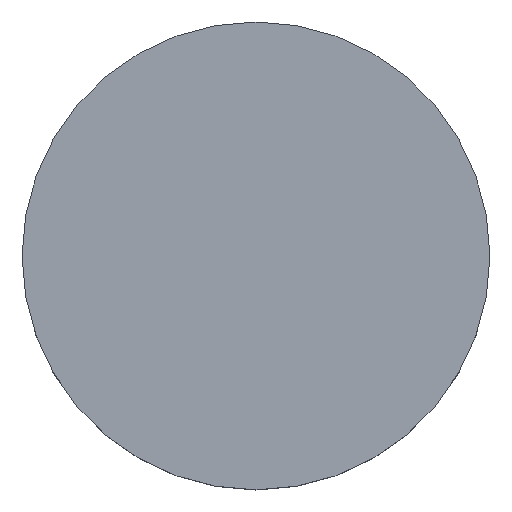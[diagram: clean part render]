
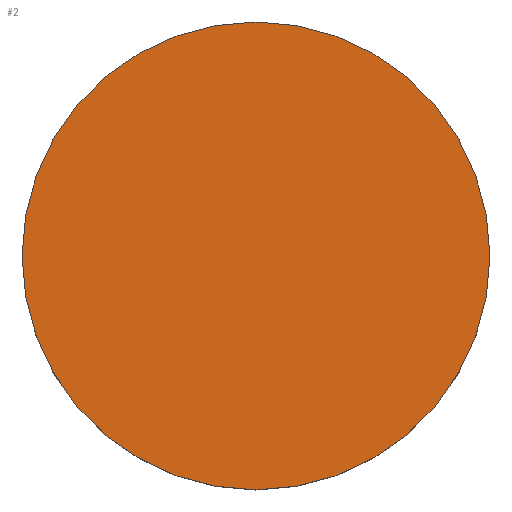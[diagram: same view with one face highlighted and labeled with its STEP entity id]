
A CAD part, top view. The second image highlights one B-rep face of the part: STEP entity #2.
In plain terms, the highlighted planar face has unit normal (0, 0, 1).
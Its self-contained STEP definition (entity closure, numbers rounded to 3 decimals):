
#2 = ADVANCED_FACE ( 'NONE', ( #137 ), #96, .T. ) ;
#7 = CARTESIAN_POINT ( 'NONE',  ( 7.5, 0., 0. ) ) ;
#10 = VERTEX_POINT ( 'NONE', #32 ) ;
#14 = EDGE_CURVE ( 'NONE', #10, #18, #53, .T. ) ;
#18 = VERTEX_POINT ( 'NONE', #7 ) ;
#32 = CARTESIAN_POINT ( 'NONE',  ( -7.5, 0., 0. ) ) ;
#53 = CIRCLE ( 'NONE', #141, 7.5 ) ;
#56 = CIRCLE ( 'NONE', #163, 7.5 ) ;
#59 = CARTESIAN_POINT ( 'NONE',  ( 0., 0., 0. ) ) ;
#63 = EDGE_CURVE ( 'NONE', #18, #10, #56, .T. ) ;
#69 = AXIS2_PLACEMENT_3D ( 'NONE', #128, #127, #74 ) ;
#71 = DIRECTION ( 'NONE',  ( 1., 0., 0. ) ) ;
#74 = DIRECTION ( 'NONE',  ( 1., 0., 0. ) ) ;
#81 = CARTESIAN_POINT ( 'NONE',  ( 0., 0., 0. ) ) ;
#92 = DIRECTION ( 'NONE',  ( 1., 0., 0. ) ) ;
#96 = PLANE ( 'NONE',  #69 ) ;
#103 = ORIENTED_EDGE ( 'NONE', *, *, #63, .T. ) ;
#127 = DIRECTION ( 'NONE',  ( 0., 0., 1. ) ) ;
#128 = CARTESIAN_POINT ( 'NONE',  ( 0., 0., 0. ) ) ;
#130 = DIRECTION ( 'NONE',  ( 0., 0., 1. ) ) ;
#137 = FACE_OUTER_BOUND ( 'NONE', #140, .T. ) ;
#140 = EDGE_LOOP ( 'NONE', ( #103, #154 ) ) ;
#141 = AXIS2_PLACEMENT_3D ( 'NONE', #59, #156, #71 ) ;
#154 = ORIENTED_EDGE ( 'NONE', *, *, #14, .T. ) ;
#156 = DIRECTION ( 'NONE',  ( 0., 0., 1. ) ) ;
#163 = AXIS2_PLACEMENT_3D ( 'NONE', #81, #130, #92 ) ;
